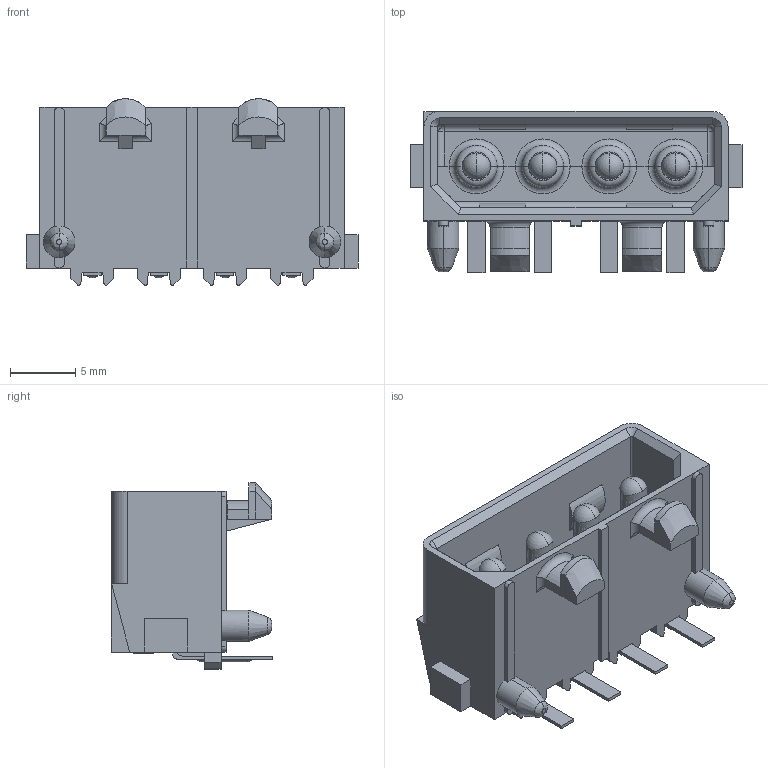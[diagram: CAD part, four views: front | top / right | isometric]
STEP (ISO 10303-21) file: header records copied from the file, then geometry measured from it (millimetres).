
FILE_DESCRIPTION((''),'2;1');
FILE_NAME('C-770846-1','2020-07-03T11:07:51',('workeradm'),('TE Connectivity Ltd.'),'CREO PARAMETRIC BY PTC INC, 2019292','CREO PARAMETRIC BY PTC INC, 2019292','');
FILE_SCHEMA(('AUTOMOTIVE_DESIGN { 1 0 10303 214 1 1 1 1 }'));
Length unit declared in the file: millimetre
Products named in the file (1): C-770846-1
Bounding box: 25.4 x 12.32 x 14.27 mm (x, y, z)
Volume: 1333.6 mm3; surface area: 2183.2 mm2
Topology: 1 solids, 1 shells, 423 faces, 1155 edges, 753 vertices
Faces by surface type: plane 285, cylinder 74, bspline 22, torus 18, sphere 10, extrusion 8, cone 6
Entity records: 14308 total; most frequent: CARTESIAN_POINT 3326, ORIENTED_EDGE 2280, DIRECTION 2191, EDGE_CURVE 1140, VECTOR 883, LINE 875, VERTEX_POINT 739, AXIS2_PLACEMENT_3D 654
